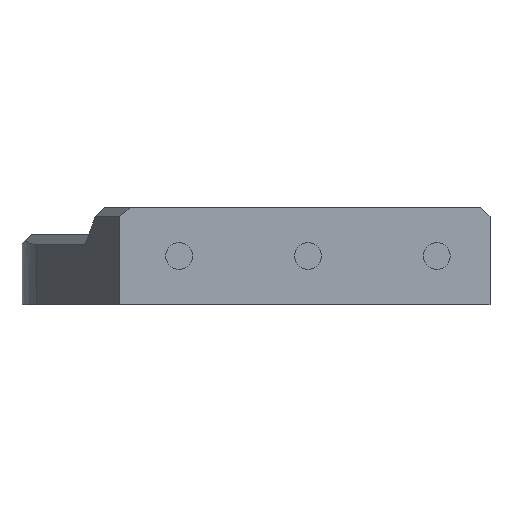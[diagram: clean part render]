
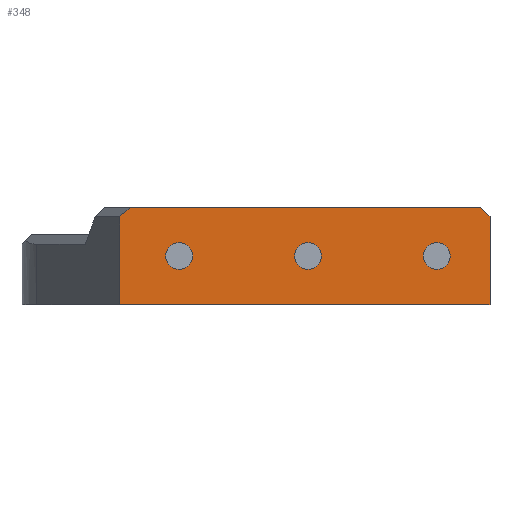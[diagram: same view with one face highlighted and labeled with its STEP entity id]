
A CAD part, front view. The second image highlights one B-rep face of the part: STEP entity #348.
In plain terms, the highlighted planar face has unit normal (0, -1, 0).
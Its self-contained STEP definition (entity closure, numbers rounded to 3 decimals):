
#6 = ORIENTED_EDGE ( 'NONE', *, *, #1169, .F. ) ;
#16 = EDGE_CURVE ( 'NONE', #368, #1205, #868, .T. ) ;
#32 = CARTESIAN_POINT ( 'NONE',  ( -13.089, 0., 10. ) ) ;
#42 = EDGE_LOOP ( 'NONE', ( #133, #637 ) ) ;
#58 = CARTESIAN_POINT ( 'NONE',  ( 23.813, 0., 10. ) ) ;
#64 = CARTESIAN_POINT ( 'NONE',  ( 6.18, 0., 5. ) ) ;
#76 = AXIS2_PLACEMENT_3D ( 'NONE', #586, #220, #226 ) ;
#81 = DIRECTION ( 'NONE',  ( 1., 0., 0. ) ) ;
#84 = DIRECTION ( 'NONE',  ( 0., -1., 0. ) ) ;
#125 = VECTOR ( 'NONE', #440, 1000. ) ;
#128 = FACE_OUTER_BOUND ( 'NONE', #606, .T. ) ;
#133 = ORIENTED_EDGE ( 'NONE', *, *, #1299, .F. ) ;
#134 = CARTESIAN_POINT ( 'NONE',  ( 23.813, 0., 10. ) ) ;
#140 = VECTOR ( 'NONE', #968, 1000. ) ;
#147 = LINE ( 'NONE', #1117, #167 ) ;
#150 = EDGE_LOOP ( 'NONE', ( #319, #626 ) ) ;
#167 = VECTOR ( 'NONE', #1443, 1000. ) ;
#183 = VERTEX_POINT ( 'NONE', #1154 ) ;
#194 = AXIS2_PLACEMENT_3D ( 'NONE', #1249, #780, #1143 ) ;
#220 = DIRECTION ( 'NONE',  ( 0., -1., 0. ) ) ;
#221 = CARTESIAN_POINT ( 'NONE',  ( 28.287, 0., 0. ) ) ;
#226 = DIRECTION ( 'NONE',  ( 1., 0., 0. ) ) ;
#233 = CARTESIAN_POINT ( 'NONE',  ( -8.375, 0., 5. ) ) ;
#244 = FACE_BOUND ( 'NONE', #1396, .T. ) ;
#246 = VERTEX_POINT ( 'NONE', #233 ) ;
#263 = ORIENTED_EDGE ( 'NONE', *, *, #1148, .T. ) ;
#319 = ORIENTED_EDGE ( 'NONE', *, *, #516, .F. ) ;
#348 = ADVANCED_FACE ( 'NONE', ( #960, #244, #1202, #128 ), #791, .F. ) ;
#368 = VERTEX_POINT ( 'NONE', #751 ) ;
#398 = CARTESIAN_POINT ( 'NONE',  ( 6.18, 0., 5. ) ) ;
#401 = VERTEX_POINT ( 'NONE', #1114 ) ;
#417 = VECTOR ( 'NONE', #1262, 1000. ) ;
#418 = AXIS2_PLACEMENT_3D ( 'NONE', #802, #1045, #1054 ) ;
#440 = DIRECTION ( 'NONE',  ( 1., 0., 0. ) ) ;
#511 = DIRECTION ( 'NONE',  ( -1., 0., 0. ) ) ;
#514 = VECTOR ( 'NONE', #941, 1000. ) ;
#516 = EDGE_CURVE ( 'NONE', #1026, #246, #588, .T. ) ;
#523 = CARTESIAN_POINT ( 'NONE',  ( -13.089, 0., 0. ) ) ;
#527 = LINE ( 'NONE', #1479, #417 ) ;
#531 = ORIENTED_EDGE ( 'NONE', *, *, #1501, .F. ) ;
#536 = VECTOR ( 'NONE', #1132, 1000. ) ;
#550 = ORIENTED_EDGE ( 'NONE', *, *, #16, .F. ) ;
#579 = VERTEX_POINT ( 'NONE', #134 ) ;
#586 = CARTESIAN_POINT ( 'NONE',  ( -7., 0., 5. ) ) ;
#588 = CIRCLE ( 'NONE', #418, 1.375 ) ;
#606 = EDGE_LOOP ( 'NONE', ( #6, #1130, #263, #1439, #823, #764 ) ) ;
#609 = CARTESIAN_POINT ( 'NONE',  ( -5.625, 0., 5. ) ) ;
#614 = CARTESIAN_POINT ( 'NONE',  ( 4.805, 0., 5. ) ) ;
#626 = ORIENTED_EDGE ( 'NONE', *, *, #852, .F. ) ;
#628 = CARTESIAN_POINT ( 'NONE',  ( 7.555, 0., 5. ) ) ;
#632 = LINE ( 'NONE', #32, #140 ) ;
#637 = ORIENTED_EDGE ( 'NONE', *, *, #1203, .F. ) ;
#653 = VERTEX_POINT ( 'NONE', #614 ) ;
#681 = VERTEX_POINT ( 'NONE', #628 ) ;
#701 = LINE ( 'NONE', #1415, #514 ) ;
#748 = EDGE_CURVE ( 'NONE', #401, #183, #527, .T. ) ;
#751 = CARTESIAN_POINT ( 'NONE',  ( 17.985, 0., 5. ) ) ;
#764 = ORIENTED_EDGE ( 'NONE', *, *, #1200, .T. ) ;
#766 = AXIS2_PLACEMENT_3D ( 'NONE', #64, #1264, #907 ) ;
#780 = DIRECTION ( 'NONE',  ( 0., -1., 0. ) ) ;
#785 = DIRECTION ( 'NONE',  ( 0., -1., 0. ) ) ;
#791 = PLANE ( 'NONE',  #1021 ) ;
#802 = CARTESIAN_POINT ( 'NONE',  ( -7., 0., 5. ) ) ;
#804 = AXIS2_PLACEMENT_3D ( 'NONE', #1286, #84, #954 ) ;
#823 = ORIENTED_EDGE ( 'NONE', *, *, #748, .F. ) ;
#852 = EDGE_CURVE ( 'NONE', #246, #1026, #1395, .T. ) ;
#857 = VERTEX_POINT ( 'NONE', #958 ) ;
#868 = CIRCLE ( 'NONE', #194, 1.375 ) ;
#886 = EDGE_CURVE ( 'NONE', #1039, #857, #701, .T. ) ;
#900 = CARTESIAN_POINT ( 'NONE',  ( 20.735, 0., 5. ) ) ;
#907 = DIRECTION ( 'NONE',  ( 1., 0., 0. ) ) ;
#941 = DIRECTION ( 'NONE',  ( -0.729, 0., -0.685 ) ) ;
#954 = DIRECTION ( 'NONE',  ( 1., 0., 0. ) ) ;
#958 = CARTESIAN_POINT ( 'NONE',  ( -13.089, 0., 9. ) ) ;
#960 = FACE_BOUND ( 'NONE', #42, .T. ) ;
#968 = DIRECTION ( 'NONE',  ( 0., 0., -1. ) ) ;
#1021 = AXIS2_PLACEMENT_3D ( 'NONE', #1125, #1105, #511 ) ;
#1026 = VERTEX_POINT ( 'NONE', #609 ) ;
#1039 = VERTEX_POINT ( 'NONE', #1079 ) ;
#1045 = DIRECTION ( 'NONE',  ( 0., -1., 0. ) ) ;
#1054 = DIRECTION ( 'NONE',  ( 1., 0., 0. ) ) ;
#1079 = CARTESIAN_POINT ( 'NONE',  ( -12.024, 0., 10. ) ) ;
#1105 = DIRECTION ( 'NONE',  ( 0., 1., 0. ) ) ;
#1114 = CARTESIAN_POINT ( 'NONE',  ( 24.813, 0., 9. ) ) ;
#1117 = CARTESIAN_POINT ( 'NONE',  ( 28.287, 0., 10. ) ) ;
#1118 = CIRCLE ( 'NONE', #1278, 1.375 ) ;
#1125 = CARTESIAN_POINT ( 'NONE',  ( 28.287, 0., 10. ) ) ;
#1130 = ORIENTED_EDGE ( 'NONE', *, *, #886, .T. ) ;
#1132 = DIRECTION ( 'NONE',  ( -0.707, 0., 0.707 ) ) ;
#1143 = DIRECTION ( 'NONE',  ( 1., 0., 0. ) ) ;
#1148 = EDGE_CURVE ( 'NONE', #857, #1212, #632, .T. ) ;
#1154 = CARTESIAN_POINT ( 'NONE',  ( 24.813, 0., 0. ) ) ;
#1169 = EDGE_CURVE ( 'NONE', #1039, #579, #147, .T. ) ;
#1200 = EDGE_CURVE ( 'NONE', #401, #579, #1363, .T. ) ;
#1202 = FACE_BOUND ( 'NONE', #150, .T. ) ;
#1203 = EDGE_CURVE ( 'NONE', #653, #681, #1244, .T. ) ;
#1205 = VERTEX_POINT ( 'NONE', #900 ) ;
#1212 = VERTEX_POINT ( 'NONE', #523 ) ;
#1244 = CIRCLE ( 'NONE', #766, 1.375 ) ;
#1249 = CARTESIAN_POINT ( 'NONE',  ( 19.36, 0., 5. ) ) ;
#1262 = DIRECTION ( 'NONE',  ( 0., 0., -1. ) ) ;
#1264 = DIRECTION ( 'NONE',  ( 0., -1., 0. ) ) ;
#1278 = AXIS2_PLACEMENT_3D ( 'NONE', #398, #785, #81 ) ;
#1286 = CARTESIAN_POINT ( 'NONE',  ( 19.36, 0., 5. ) ) ;
#1299 = EDGE_CURVE ( 'NONE', #681, #653, #1118, .T. ) ;
#1302 = CIRCLE ( 'NONE', #804, 1.375 ) ;
#1361 = EDGE_CURVE ( 'NONE', #1212, #183, #1507, .T. ) ;
#1363 = LINE ( 'NONE', #58, #536 ) ;
#1395 = CIRCLE ( 'NONE', #76, 1.375 ) ;
#1396 = EDGE_LOOP ( 'NONE', ( #531, #550 ) ) ;
#1415 = CARTESIAN_POINT ( 'NONE',  ( -11.271, 0., 10.708 ) ) ;
#1439 = ORIENTED_EDGE ( 'NONE', *, *, #1361, .T. ) ;
#1443 = DIRECTION ( 'NONE',  ( 1., 0., 0. ) ) ;
#1479 = CARTESIAN_POINT ( 'NONE',  ( 24.813, 0., 10. ) ) ;
#1501 = EDGE_CURVE ( 'NONE', #1205, #368, #1302, .T. ) ;
#1507 = LINE ( 'NONE', #221, #125 ) ;
